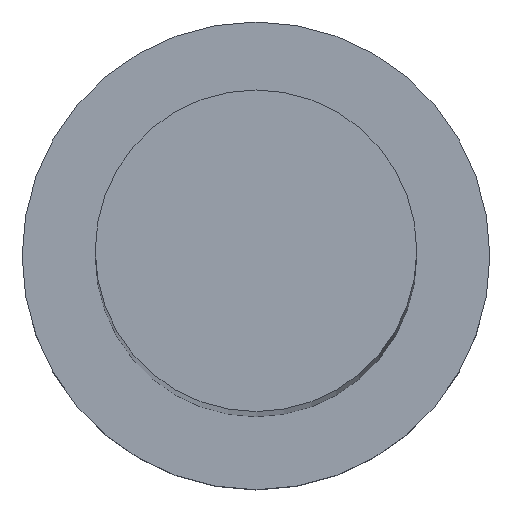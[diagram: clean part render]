
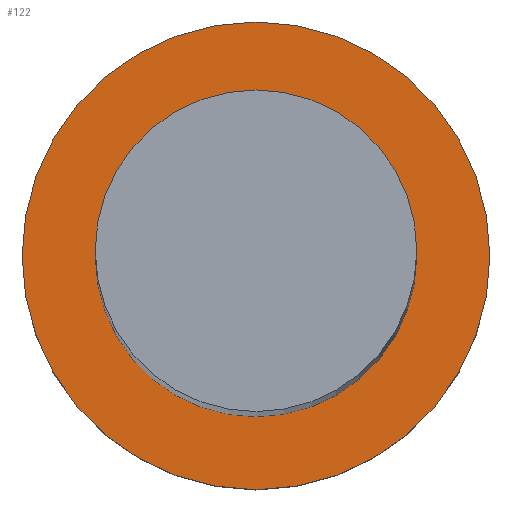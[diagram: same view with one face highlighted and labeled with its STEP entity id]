
A CAD part, top view. The second image highlights one B-rep face of the part: STEP entity #122.
In plain terms, the highlighted planar face has unit normal (0, 0, 1).
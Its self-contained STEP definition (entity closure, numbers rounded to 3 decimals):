
#3 = ORIENTED_EDGE ( 'NONE', *, *, #53, .T. ) ;
#5 = CIRCLE ( 'NONE', #80, 5.5 ) ;
#14 = FACE_OUTER_BOUND ( 'NONE', #121, .T. ) ;
#26 = AXIS2_PLACEMENT_3D ( 'NONE', #152, #246, #30 ) ;
#30 = DIRECTION ( 'NONE',  ( 1., 0., 0. ) ) ;
#35 = CARTESIAN_POINT ( 'NONE',  ( 0., 0., 5. ) ) ;
#41 = CIRCLE ( 'NONE', #150, 5.5 ) ;
#46 = CARTESIAN_POINT ( 'NONE',  ( 8., 0., 5. ) ) ;
#50 = CARTESIAN_POINT ( 'NONE',  ( 5.5, 0., 5. ) ) ;
#53 = EDGE_CURVE ( 'NONE', #60, #180, #137, .T. ) ;
#58 = EDGE_LOOP ( 'NONE', ( #197, #76 ) ) ;
#60 = VERTEX_POINT ( 'NONE', #46 ) ;
#64 = AXIS2_PLACEMENT_3D ( 'NONE', #35, #116, #92 ) ;
#72 = EDGE_CURVE ( 'NONE', #180, #60, #163, .T. ) ;
#73 = PLANE ( 'NONE',  #26 ) ;
#76 = ORIENTED_EDGE ( 'NONE', *, *, #254, .F. ) ;
#80 = AXIS2_PLACEMENT_3D ( 'NONE', #211, #146, #228 ) ;
#92 = DIRECTION ( 'NONE',  ( 1., 0., 0. ) ) ;
#114 = AXIS2_PLACEMENT_3D ( 'NONE', #210, #148, #173 ) ;
#116 = DIRECTION ( 'NONE',  ( 0., 0., 1. ) ) ;
#120 = VERTEX_POINT ( 'NONE', #252 ) ;
#121 = EDGE_LOOP ( 'NONE', ( #158, #3 ) ) ;
#122 = ADVANCED_FACE ( 'NONE', ( #168, #14 ), #73, .T. ) ;
#124 = CARTESIAN_POINT ( 'NONE',  ( 0., 0., 5. ) ) ;
#137 = CIRCLE ( 'NONE', #64, 8. ) ;
#146 = DIRECTION ( 'NONE',  ( 0., 0., 1. ) ) ;
#148 = DIRECTION ( 'NONE',  ( 0., 0., 1. ) ) ;
#150 = AXIS2_PLACEMENT_3D ( 'NONE', #124, #170, #188 ) ;
#152 = CARTESIAN_POINT ( 'NONE',  ( 0., 0., 5. ) ) ;
#158 = ORIENTED_EDGE ( 'NONE', *, *, #72, .T. ) ;
#163 = CIRCLE ( 'NONE', #114, 8. ) ;
#168 = FACE_BOUND ( 'NONE', #58, .T. ) ;
#170 = DIRECTION ( 'NONE',  ( 0., 0., 1. ) ) ;
#173 = DIRECTION ( 'NONE',  ( 1., 0., 0. ) ) ;
#180 = VERTEX_POINT ( 'NONE', #213 ) ;
#188 = DIRECTION ( 'NONE',  ( 1., 0., 0. ) ) ;
#197 = ORIENTED_EDGE ( 'NONE', *, *, #212, .F. ) ;
#198 = VERTEX_POINT ( 'NONE', #50 ) ;
#210 = CARTESIAN_POINT ( 'NONE',  ( 0., 0., 5. ) ) ;
#211 = CARTESIAN_POINT ( 'NONE',  ( 0., 0., 5. ) ) ;
#212 = EDGE_CURVE ( 'NONE', #120, #198, #5, .T. ) ;
#213 = CARTESIAN_POINT ( 'NONE',  ( -8., 0., 5. ) ) ;
#228 = DIRECTION ( 'NONE',  ( 1., 0., 0. ) ) ;
#246 = DIRECTION ( 'NONE',  ( 0., 0., 1. ) ) ;
#252 = CARTESIAN_POINT ( 'NONE',  ( -5.5, 0., 5. ) ) ;
#254 = EDGE_CURVE ( 'NONE', #198, #120, #41, .T. ) ;
